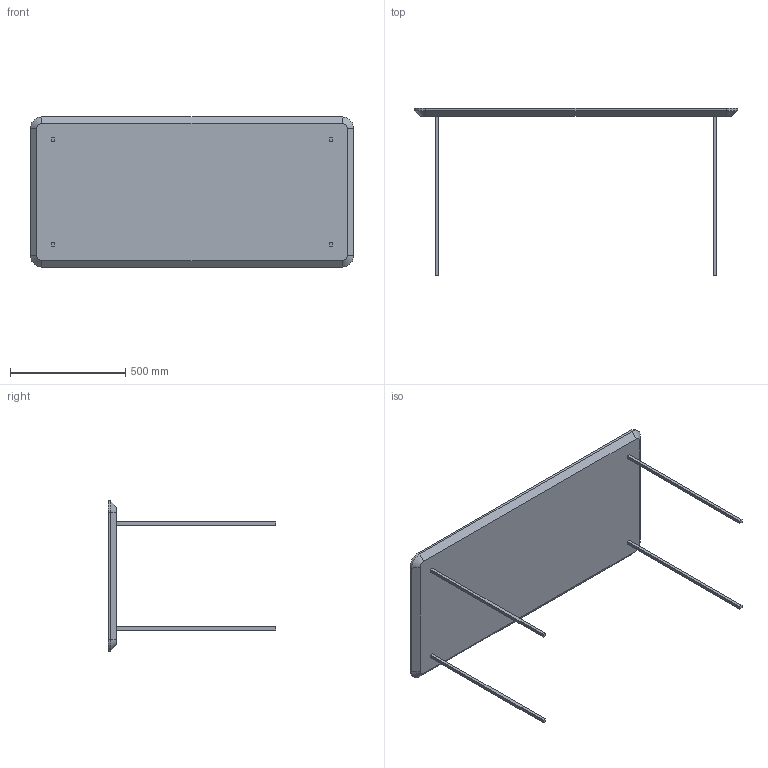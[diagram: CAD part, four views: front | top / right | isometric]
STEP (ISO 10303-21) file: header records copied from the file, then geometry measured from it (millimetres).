
FILE_DESCRIPTION (( 'STEP AP214' ), '1' );
FILE_NAME ('Bureau.STEP', '2023-06-14T14:59:32', ( '' ), ( '' ), 'SwSTEP 2.0', 'SolidWorks 2019', '' );
FILE_SCHEMA (( 'AUTOMOTIVE_DESIGN' ));
Length unit declared in the file: millimetre
Products named in the file (1): Bureau
Bounding box: 1400 x 724.02 x 650 mm (x, y, z)
Volume: 30094605.8 mm3; surface area: 2041676.3 mm2
Topology: 1 solids, 1 shells, 38 faces, 88 edges, 56 vertices
Faces by surface type: plane 30, cylinder 4, cone 4
Entity records: 1512 total; most frequent: CARTESIAN_POINT 183, DIRECTION 178, ORIENTED_EDGE 176, EDGE_CURVE 88, VECTOR 76, LINE 76, VERTEX_POINT 56, AXIS2_PLACEMENT_3D 51
